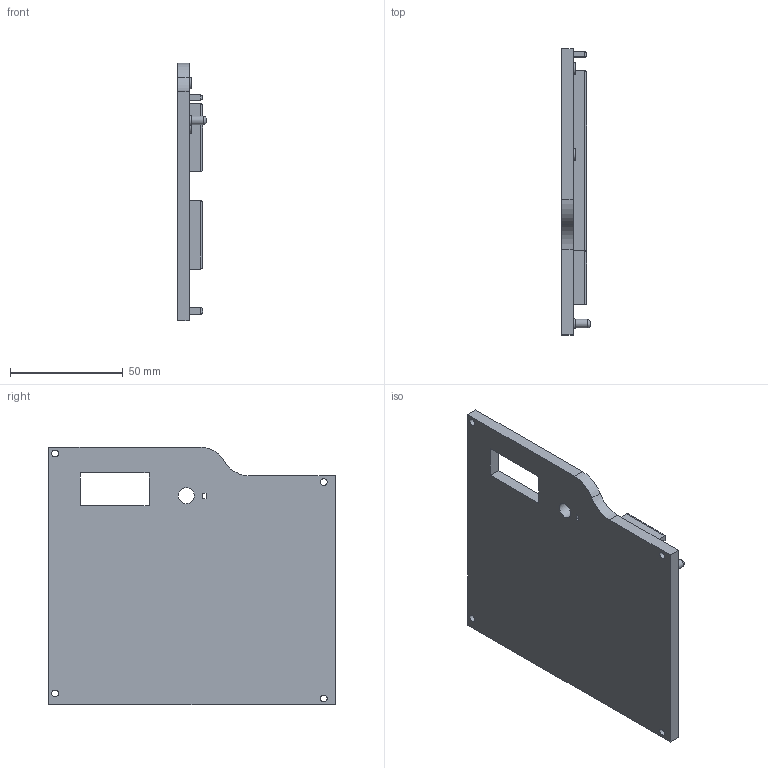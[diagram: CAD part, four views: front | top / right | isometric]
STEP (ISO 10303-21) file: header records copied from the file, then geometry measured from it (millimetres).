
FILE_DESCRIPTION(/* description */ (''),/* implementation_level */ '2;1');
FILE_NAME(/* name */ 'HeaterBox_Side v1.step',/* time_stamp */ '2024-03-11T23:52:04-04:00',/* author */ (''),/* organization */ (''),/* preprocessor_version */ 'ST-DEVELOPER v20',/* originating_system */ 'Autodesk Translation Framework v12.20.1.177',/* authorisation */ '');
FILE_SCHEMA (('AUTOMOTIVE_DESIGN { 1 0 10303 214 3 1 1 }'));
Length unit declared in the file: inch
Products named in the file (1): HeaterBox_Side
Bounding box: 12.7 x 127 x 114.3 mm (x, y, z)
Volume: 70746.9 mm3; surface area: 32224.5 mm2
Topology: 1 solids, 1 shells, 82 faces, 185 edges, 118 vertices
Faces by surface type: plane 44, cylinder 32, torus 5, bspline 1
Full cylindrical faces by diameter (mm): 3 x8, 3.81 x1, 5.08 x4, 7.1 x1
Entity records: 2372 total; most frequent: DIRECTION 415, CARTESIAN_POINT 412, ORIENTED_EDGE 370, EDGE_CURVE 185, AXIS2_PLACEMENT_3D 148, LINE 119, VECTOR 119, VERTEX_POINT 118
